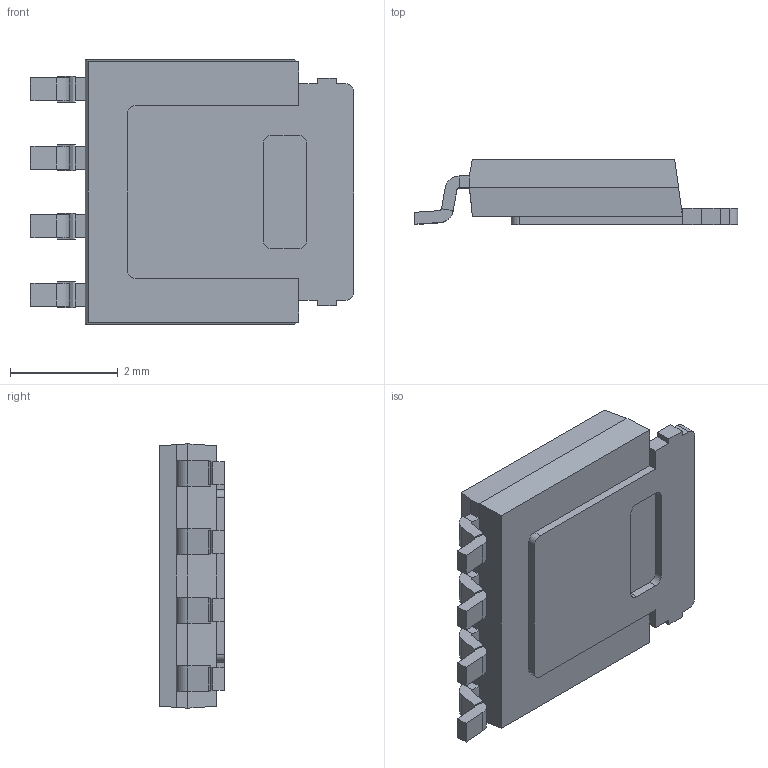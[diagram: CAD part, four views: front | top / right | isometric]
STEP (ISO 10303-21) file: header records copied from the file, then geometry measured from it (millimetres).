
FILE_DESCRIPTION (( 'STEP AP214' ), '1' );
FILE_NAME ('SOT669.STEP', '2020-09-30T19:25:38', ( '' ), ( '' ), 'SwSTEP 2.0', 'SolidWorks 2017', '' );
FILE_SCHEMA (( 'AUTOMOTIVE_DESIGN' ));
Length unit declared in the file: millimetre
Products named in the file (1): SOT669
Bounding box: 6 x 1.2 x 4.9 mm (x, y, z)
Volume: 22.8 mm3; surface area: 98.9 mm2
Topology: 7 solids, 7 shells, 151 faces, 372 edges, 236 vertices
Faces by surface type: plane 117, cylinder 34
Entity records: 4478 total; most frequent: CARTESIAN_POINT 760, DIRECTION 744, ORIENTED_EDGE 744, EDGE_CURVE 372, LINE 304, VECTOR 304, VERTEX_POINT 236, AXIS2_PLACEMENT_3D 220
